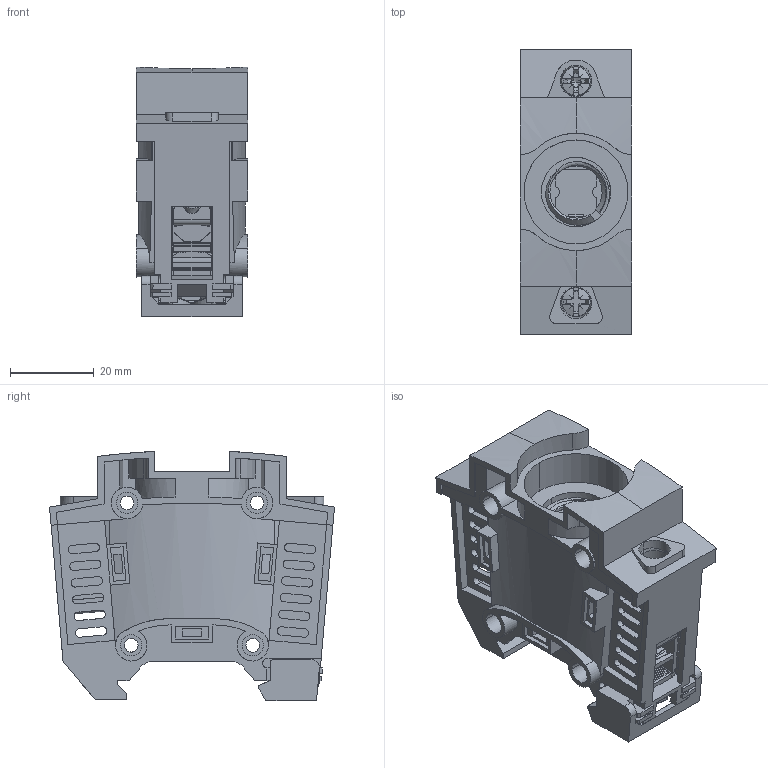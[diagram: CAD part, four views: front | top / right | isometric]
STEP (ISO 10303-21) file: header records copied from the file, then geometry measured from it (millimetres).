
FILE_DESCRIPTION((''),'2;1');
FILE_NAME('PFB_D01_3D','2017-02-03T',('janez.tomelj'),('Audax d.o.o.'),'CREO PARAMETRIC BY PTC INC, 2015290','CREO PARAMETRIC BY PTC INC, 2015290','');
FILE_SCHEMA(('CONFIG_CONTROL_DESIGN'));
Products named in the file (1): PFB_D01_3D
Bounding box: 26.6 x 68 x 59.48 mm (x, y, z)
Volume: 50558.8 mm3; surface area: 25159.4 mm2
Topology: 1 solids, 1 shells, 1331 faces, 3558 edges, 2292 vertices
Faces by surface type: plane 818, cylinder 334, bspline 102, cone 35, torus 30, sphere 12
Entity records: 53784 total; most frequent: CARTESIAN_POINT 21043, ORIENTED_EDGE 7112, DIRECTION 6332, EDGE_CURVE 3556, VECTOR 2378, LINE 2378, VERTEX_POINT 2292, AXIS2_PLACEMENT_3D 1977
